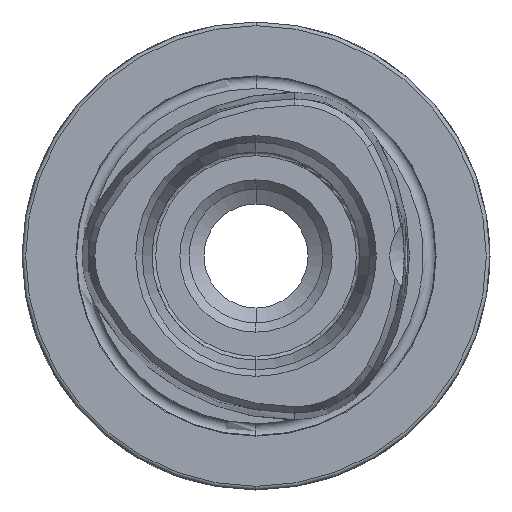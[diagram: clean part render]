
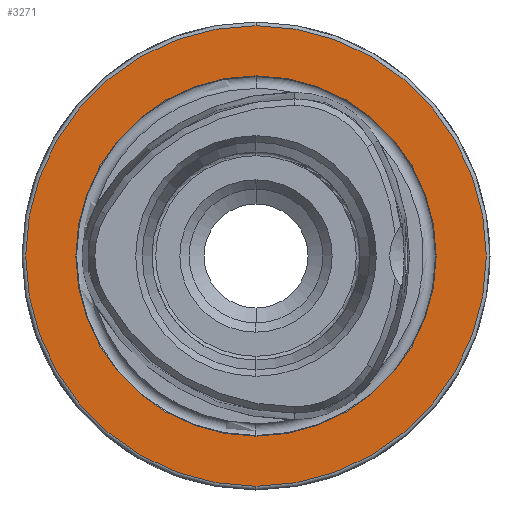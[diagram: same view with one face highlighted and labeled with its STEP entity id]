
A CAD part, left-side view. The second image highlights one B-rep face of the part: STEP entity #3271.
In plain terms, the highlighted planar face has unit normal (-1, 0, 0).
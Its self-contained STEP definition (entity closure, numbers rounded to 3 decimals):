
#18 = CARTESIAN_POINT ( 'NONE',  ( 0., 0., 0. ) ) ;
#234 = FACE_OUTER_BOUND ( 'NONE', #1806, .T. ) ;
#584 = DIRECTION ( 'NONE',  ( 0., 0., 1. ) ) ;
#838 = EDGE_CURVE ( 'NONE', #6499, #2148, #7138, .T. ) ;
#994 = VERTEX_POINT ( 'NONE', #2293 ) ;
#1039 = DIRECTION ( 'NONE',  ( -1., 0., 0. ) ) ;
#1136 = CARTESIAN_POINT ( 'NONE',  ( 0., 0., 0. ) ) ;
#1204 = AXIS2_PLACEMENT_3D ( 'NONE', #5443, #4801, #1444 ) ;
#1444 = DIRECTION ( 'NONE',  ( 0., 0., -1. ) ) ;
#1806 = EDGE_LOOP ( 'NONE', ( #5098, #5290 ) ) ;
#2148 = VERTEX_POINT ( 'NONE', #4254 ) ;
#2293 = CARTESIAN_POINT ( 'NONE',  ( 0., 0., -24.25 ) ) ;
#2503 = DIRECTION ( 'NONE',  ( -1., 0., 0. ) ) ;
#2551 = EDGE_CURVE ( 'NONE', #7116, #994, #6844, .T. ) ;
#2625 = AXIS2_PLACEMENT_3D ( 'NONE', #7045, #2503, #4160 ) ;
#2896 = AXIS2_PLACEMENT_3D ( 'NONE', #4436, #1039, #5008 ) ;
#3271 = ADVANCED_FACE ( 'NONE', ( #4959, #234 ), #3744, .F. ) ;
#3353 = CIRCLE ( 'NONE', #2625, 24.25 ) ;
#3620 = EDGE_CURVE ( 'NONE', #994, #7116, #3353, .T. ) ;
#3744 = PLANE ( 'NONE',  #1204 ) ;
#3975 = CARTESIAN_POINT ( 'NONE',  ( 0., 0., 24.25 ) ) ;
#3987 = DIRECTION ( 'NONE',  ( -1., 0., 0. ) ) ;
#4031 = DIRECTION ( 'NONE',  ( 0., 0., 1. ) ) ;
#4160 = DIRECTION ( 'NONE',  ( 0., 0., 1. ) ) ;
#4254 = CARTESIAN_POINT ( 'NONE',  ( 0., 0., -31. ) ) ;
#4325 = CIRCLE ( 'NONE', #5254, 31. ) ;
#4436 = CARTESIAN_POINT ( 'NONE',  ( 0., 0., 0. ) ) ;
#4547 = EDGE_CURVE ( 'NONE', #2148, #6499, #4325, .T. ) ;
#4801 = DIRECTION ( 'NONE',  ( 1., 0., 0. ) ) ;
#4810 = AXIS2_PLACEMENT_3D ( 'NONE', #1136, #5114, #4031 ) ;
#4959 = FACE_BOUND ( 'NONE', #6285, .T. ) ;
#5008 = DIRECTION ( 'NONE',  ( 0., 0., 1. ) ) ;
#5069 = ORIENTED_EDGE ( 'NONE', *, *, #2551, .F. ) ;
#5098 = ORIENTED_EDGE ( 'NONE', *, *, #838, .T. ) ;
#5114 = DIRECTION ( 'NONE',  ( -1., 0., 0. ) ) ;
#5153 = ORIENTED_EDGE ( 'NONE', *, *, #3620, .F. ) ;
#5254 = AXIS2_PLACEMENT_3D ( 'NONE', #18, #3987, #584 ) ;
#5290 = ORIENTED_EDGE ( 'NONE', *, *, #4547, .T. ) ;
#5443 = CARTESIAN_POINT ( 'NONE',  ( 0., 24.25, 0. ) ) ;
#5532 = CARTESIAN_POINT ( 'NONE',  ( 0., 0., 31. ) ) ;
#6285 = EDGE_LOOP ( 'NONE', ( #5069, #5153 ) ) ;
#6499 = VERTEX_POINT ( 'NONE', #5532 ) ;
#6844 = CIRCLE ( 'NONE', #4810, 24.25 ) ;
#7045 = CARTESIAN_POINT ( 'NONE',  ( 0., 0., 0. ) ) ;
#7116 = VERTEX_POINT ( 'NONE', #3975 ) ;
#7138 = CIRCLE ( 'NONE', #2896, 31. ) ;
